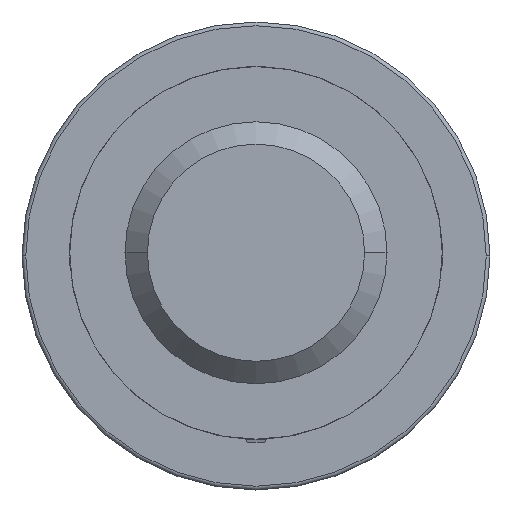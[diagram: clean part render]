
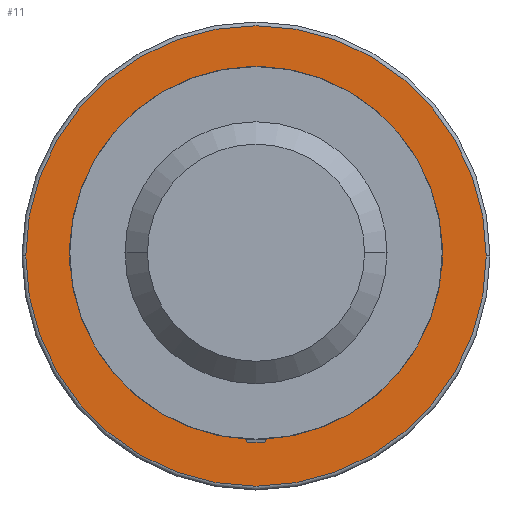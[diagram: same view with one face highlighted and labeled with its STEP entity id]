
A CAD part, top view. The second image highlights one B-rep face of the part: STEP entity #11.
In plain terms, the highlighted planar face has unit normal (0, 0, 1).
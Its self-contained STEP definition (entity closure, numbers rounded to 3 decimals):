
#11 = ADVANCED_FACE ( 'NONE', ( #775, #4991 ), #2318, .T. ) ;
#61 = DIRECTION ( 'NONE',  ( 1., 0., 0. ) ) ;
#71 = DIRECTION ( 'NONE',  ( 0., 0., 1. ) ) ;
#72 = CARTESIAN_POINT ( 'NONE',  ( 9.937, -0.5, 1.5 ) ) ;
#113 = VERTEX_POINT ( 'NONE', #549 ) ;
#179 = EDGE_LOOP ( 'NONE', ( #1397, #1507 ) ) ;
#201 = AXIS2_PLACEMENT_3D ( 'NONE', #904, #1685, #4019 ) ;
#279 = CARTESIAN_POINT ( 'NONE',  ( -0.5, -12.49, 1.5 ) ) ;
#313 = DIRECTION ( 'NONE',  ( -1., 0., 0. ) ) ;
#419 = CARTESIAN_POINT ( 'NONE',  ( -0.5, 9.937, 1.5 ) ) ;
#441 = CIRCLE ( 'NONE', #3812, 12.3 ) ;
#471 = VECTOR ( 'NONE', #2925, 1000. ) ;
#518 = DIRECTION ( 'NONE',  ( 1., 0., 0. ) ) ;
#522 = EDGE_CURVE ( 'NONE', #3653, #4278, #2932, .T. ) ;
#529 = ORIENTED_EDGE ( 'NONE', *, *, #3317, .F. ) ;
#549 = CARTESIAN_POINT ( 'NONE',  ( -9.937, 0.5, 1.5 ) ) ;
#562 = ORIENTED_EDGE ( 'NONE', *, *, #675, .F. ) ;
#573 = DIRECTION ( 'NONE',  ( 1., 0., 0. ) ) ;
#598 = LINE ( 'NONE', #2205, #2324 ) ;
#612 = CARTESIAN_POINT ( 'NONE',  ( 0.5, -0.5, 1.5 ) ) ;
#666 = CARTESIAN_POINT ( 'NONE',  ( 12.3, 0., 1.5 ) ) ;
#675 = EDGE_CURVE ( 'NONE', #1827, #3653, #3529, .T. ) ;
#693 = LINE ( 'NONE', #3781, #815 ) ;
#709 = VERTEX_POINT ( 'NONE', #2979 ) ;
#719 = DIRECTION ( 'NONE',  ( 0., 0., 1. ) ) ;
#721 = VERTEX_POINT ( 'NONE', #799 ) ;
#775 = FACE_OUTER_BOUND ( 'NONE', #179, .T. ) ;
#777 = VERTEX_POINT ( 'NONE', #72 ) ;
#799 = CARTESIAN_POINT ( 'NONE',  ( -0.5, -0.5, 1.5 ) ) ;
#815 = VECTOR ( 'NONE', #2257, 1000. ) ;
#904 = CARTESIAN_POINT ( 'NONE',  ( 0., 0., 1.5 ) ) ;
#957 = CARTESIAN_POINT ( 'NONE',  ( 0.5, 0.5, 1.5 ) ) ;
#1017 = EDGE_CURVE ( 'NONE', #721, #2557, #4491, .T. ) ;
#1061 = DIRECTION ( 'NONE',  ( 1., 0., 0. ) ) ;
#1148 = DIRECTION ( 'NONE',  ( 1., 0., 0. ) ) ;
#1163 = EDGE_CURVE ( 'NONE', #113, #709, #4733, .T. ) ;
#1177 = CARTESIAN_POINT ( 'NONE',  ( -9.937, -0.5, 1.5 ) ) ;
#1181 = VECTOR ( 'NONE', #4419, 1000. ) ;
#1242 = DIRECTION ( 'NONE',  ( 1., 0., 0. ) ) ;
#1246 = VECTOR ( 'NONE', #61, 1000. ) ;
#1265 = EDGE_CURVE ( 'NONE', #4026, #777, #1312, .T. ) ;
#1273 = ORIENTED_EDGE ( 'NONE', *, *, #2256, .F. ) ;
#1291 = EDGE_CURVE ( 'NONE', #2112, #3976, #3101, .T. ) ;
#1312 = LINE ( 'NONE', #2340, #1246 ) ;
#1315 = ORIENTED_EDGE ( 'NONE', *, *, #1937, .F. ) ;
#1397 = ORIENTED_EDGE ( 'NONE', *, *, #2475, .T. ) ;
#1466 = CARTESIAN_POINT ( 'NONE',  ( 0., 0., 1.5 ) ) ;
#1492 = DIRECTION ( 'NONE',  ( 0., 0., 1. ) ) ;
#1507 = ORIENTED_EDGE ( 'NONE', *, *, #1291, .T. ) ;
#1578 = CIRCLE ( 'NONE', #3305, 9.95 ) ;
#1618 = CARTESIAN_POINT ( 'NONE',  ( 0.5, 9.937, 1.5 ) ) ;
#1625 = CARTESIAN_POINT ( 'NONE',  ( 0., 0., 1.5 ) ) ;
#1685 = DIRECTION ( 'NONE',  ( 0., 0., 1. ) ) ;
#1713 = VECTOR ( 'NONE', #4341, 1000. ) ;
#1827 = VERTEX_POINT ( 'NONE', #1618 ) ;
#1882 = DIRECTION ( 'NONE',  ( 1., 0., 0. ) ) ;
#1915 = CIRCLE ( 'NONE', #3901, 9.95 ) ;
#1937 = EDGE_CURVE ( 'NONE', #2889, #1827, #693, .T. ) ;
#1971 = EDGE_CURVE ( 'NONE', #709, #3716, #3215, .T. ) ;
#1993 = ORIENTED_EDGE ( 'NONE', *, *, #3406, .F. ) ;
#1997 = CARTESIAN_POINT ( 'NONE',  ( -0.5, 0.5, 1.5 ) ) ;
#2112 = VERTEX_POINT ( 'NONE', #3141 ) ;
#2131 = AXIS2_PLACEMENT_3D ( 'NONE', #1625, #71, #1242 ) ;
#2138 = AXIS2_PLACEMENT_3D ( 'NONE', #2277, #1492, #4585 ) ;
#2189 = DIRECTION ( 'NONE',  ( 0., 0., 1. ) ) ;
#2192 = DIRECTION ( 'NONE',  ( 0., 0., 1. ) ) ;
#2200 = LINE ( 'NONE', #2900, #1181 ) ;
#2205 = CARTESIAN_POINT ( 'NONE',  ( -12.49, 0.5, 1.5 ) ) ;
#2212 = CARTESIAN_POINT ( 'NONE',  ( 9.937, 0.5, 1.5 ) ) ;
#2256 = EDGE_CURVE ( 'NONE', #2827, #4026, #4783, .T. ) ;
#2257 = DIRECTION ( 'NONE',  ( 0., 1., 0. ) ) ;
#2277 = CARTESIAN_POINT ( 'NONE',  ( 0., 0., 1.5 ) ) ;
#2292 = DIRECTION ( 'NONE',  ( 0., 0., 1. ) ) ;
#2306 = ORIENTED_EDGE ( 'NONE', *, *, #1971, .F. ) ;
#2318 = PLANE ( 'NONE',  #2131 ) ;
#2324 = VECTOR ( 'NONE', #313, 1000. ) ;
#2340 = CARTESIAN_POINT ( 'NONE',  ( 12.49, -0.5, 1.5 ) ) ;
#2360 = AXIS2_PLACEMENT_3D ( 'NONE', #1466, #719, #1882 ) ;
#2376 = CARTESIAN_POINT ( 'NONE',  ( 9.95, 0., 1.5 ) ) ;
#2413 = DIRECTION ( 'NONE',  ( 0., 0., 1. ) ) ;
#2448 = EDGE_CURVE ( 'NONE', #4632, #4587, #1578, .T. ) ;
#2475 = EDGE_CURVE ( 'NONE', #3976, #2112, #441, .T. ) ;
#2554 = CARTESIAN_POINT ( 'NONE',  ( 0., 0., 1.5 ) ) ;
#2557 = VERTEX_POINT ( 'NONE', #3774 ) ;
#2674 = ORIENTED_EDGE ( 'NONE', *, *, #2872, .F. ) ;
#2827 = VERTEX_POINT ( 'NONE', #4365 ) ;
#2872 = EDGE_CURVE ( 'NONE', #777, #4632, #3799, .T. ) ;
#2873 = ORIENTED_EDGE ( 'NONE', *, *, #3132, .F. ) ;
#2889 = VERTEX_POINT ( 'NONE', #957 ) ;
#2900 = CARTESIAN_POINT ( 'NONE',  ( 0.5, 0.5, 1.5 ) ) ;
#2925 = DIRECTION ( 'NONE',  ( 0., -1., 0. ) ) ;
#2932 = LINE ( 'NONE', #3275, #471 ) ;
#2956 = ORIENTED_EDGE ( 'NONE', *, *, #522, .F. ) ;
#2979 = CARTESIAN_POINT ( 'NONE',  ( -9.95, 0., 1.5 ) ) ;
#3091 = ORIENTED_EDGE ( 'NONE', *, *, #1265, .F. ) ;
#3101 = CIRCLE ( 'NONE', #3509, 12.3 ) ;
#3124 = DIRECTION ( 'NONE',  ( 1., 0., 0. ) ) ;
#3132 = EDGE_CURVE ( 'NONE', #4278, #113, #598, .T. ) ;
#3141 = CARTESIAN_POINT ( 'NONE',  ( -12.3, 0., 1.5 ) ) ;
#3215 = CIRCLE ( 'NONE', #2360, 9.95 ) ;
#3275 = CARTESIAN_POINT ( 'NONE',  ( -0.5, 0.5, 1.5 ) ) ;
#3305 = AXIS2_PLACEMENT_3D ( 'NONE', #4153, #2192, #3331 ) ;
#3317 = EDGE_CURVE ( 'NONE', #2557, #2827, #1915, .T. ) ;
#3331 = DIRECTION ( 'NONE',  ( 1., 0., 0. ) ) ;
#3352 = DIRECTION ( 'NONE',  ( 0., 0., 1. ) ) ;
#3359 = LINE ( 'NONE', #3977, #4260 ) ;
#3406 = EDGE_CURVE ( 'NONE', #3716, #721, #3359, .T. ) ;
#3435 = CARTESIAN_POINT ( 'NONE',  ( 0., 0., 1.5 ) ) ;
#3509 = AXIS2_PLACEMENT_3D ( 'NONE', #3435, #2292, #1148 ) ;
#3529 = CIRCLE ( 'NONE', #4971, 9.95 ) ;
#3558 = CARTESIAN_POINT ( 'NONE',  ( 0.5, -0.5, 1.5 ) ) ;
#3653 = VERTEX_POINT ( 'NONE', #419 ) ;
#3689 = ORIENTED_EDGE ( 'NONE', *, *, #1017, .F. ) ;
#3691 = DIRECTION ( 'NONE',  ( 0., -1., 0. ) ) ;
#3716 = VERTEX_POINT ( 'NONE', #1177 ) ;
#3774 = CARTESIAN_POINT ( 'NONE',  ( -0.5, -9.937, 1.5 ) ) ;
#3781 = CARTESIAN_POINT ( 'NONE',  ( 0.5, 12.49, 1.5 ) ) ;
#3799 = CIRCLE ( 'NONE', #201, 9.95 ) ;
#3812 = AXIS2_PLACEMENT_3D ( 'NONE', #2554, #3352, #1061 ) ;
#3901 = AXIS2_PLACEMENT_3D ( 'NONE', #4743, #2413, #518 ) ;
#3976 = VERTEX_POINT ( 'NONE', #666 ) ;
#3977 = CARTESIAN_POINT ( 'NONE',  ( -0.5, -0.5, 1.5 ) ) ;
#4019 = DIRECTION ( 'NONE',  ( 1., 0., 0. ) ) ;
#4026 = VERTEX_POINT ( 'NONE', #612 ) ;
#4153 = CARTESIAN_POINT ( 'NONE',  ( 0., 0., 1.5 ) ) ;
#4260 = VECTOR ( 'NONE', #573, 1000. ) ;
#4278 = VERTEX_POINT ( 'NONE', #1997 ) ;
#4341 = DIRECTION ( 'NONE',  ( 0., 1., 0. ) ) ;
#4346 = ORIENTED_EDGE ( 'NONE', *, *, #4942, .F. ) ;
#4365 = CARTESIAN_POINT ( 'NONE',  ( 0.5, -9.937, 1.5 ) ) ;
#4419 = DIRECTION ( 'NONE',  ( -1., 0., 0. ) ) ;
#4491 = LINE ( 'NONE', #279, #4606 ) ;
#4507 = ORIENTED_EDGE ( 'NONE', *, *, #2448, .F. ) ;
#4585 = DIRECTION ( 'NONE',  ( 1., 0., 0. ) ) ;
#4587 = VERTEX_POINT ( 'NONE', #2212 ) ;
#4606 = VECTOR ( 'NONE', #3691, 1000. ) ;
#4632 = VERTEX_POINT ( 'NONE', #2376 ) ;
#4733 = CIRCLE ( 'NONE', #2138, 9.95 ) ;
#4743 = CARTESIAN_POINT ( 'NONE',  ( 0., 0., 1.5 ) ) ;
#4753 = EDGE_LOOP ( 'NONE', ( #529, #3689, #1993, #2306, #4988, #2873, #2956, #562, #1315, #4346, #4507, #2674, #3091, #1273 ) ) ;
#4783 = LINE ( 'NONE', #3558, #1713 ) ;
#4880 = CARTESIAN_POINT ( 'NONE',  ( 0., 0., 1.5 ) ) ;
#4942 = EDGE_CURVE ( 'NONE', #4587, #2889, #2200, .T. ) ;
#4971 = AXIS2_PLACEMENT_3D ( 'NONE', #4880, #2189, #3124 ) ;
#4988 = ORIENTED_EDGE ( 'NONE', *, *, #1163, .F. ) ;
#4991 = FACE_BOUND ( 'NONE', #4753, .T. ) ;
